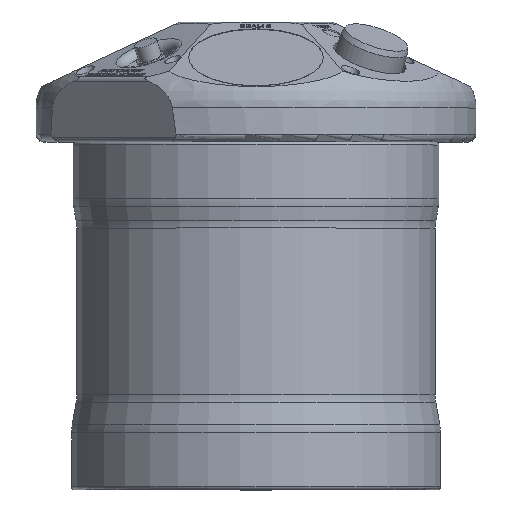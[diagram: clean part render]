
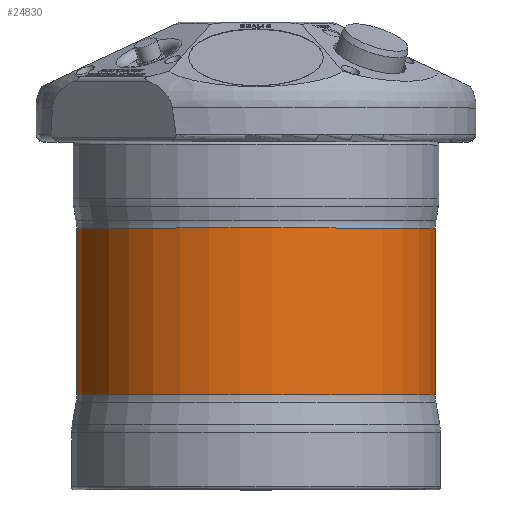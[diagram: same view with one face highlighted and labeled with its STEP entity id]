
A CAD part, top view. The second image highlights one B-rep face of the part: STEP entity #24830.
In plain terms, the highlighted cylindrical face has radius 118.5 mm (diameter 237 mm), a full revolution.
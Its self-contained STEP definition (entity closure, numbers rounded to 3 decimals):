
#4610=FACE_OUTER_BOUND('',#6062,.T.);
#6062=EDGE_LOOP('',(#23419,#23420,#23421,#23422,#23423,#23424));
#8472=LINE('',#43503,#10864);
#10864=VECTOR('',#30547,118.5);
#11022=CIRCLE('',#25963,118.5);
#11023=CIRCLE('',#25964,118.5);
#11024=CIRCLE('',#25966,118.5);
#11025=CIRCLE('',#25967,118.5);
#13288=VERTEX_POINT('',#43493);
#13289=VERTEX_POINT('',#43495);
#13290=VERTEX_POINT('',#43499);
#13291=VERTEX_POINT('',#43500);
#16671=EDGE_CURVE('',#13288,#13289,#11022,.T.);
#16672=EDGE_CURVE('',#13289,#13288,#11023,.T.);
#16673=EDGE_CURVE('',#13290,#13291,#11024,.T.);
#16674=EDGE_CURVE('',#13291,#13290,#11025,.T.);
#16675=EDGE_CURVE('',#13291,#13289,#8472,.T.);
#23419=ORIENTED_EDGE('',*,*,#16673,.F.);
#23420=ORIENTED_EDGE('',*,*,#16674,.F.);
#23421=ORIENTED_EDGE('',*,*,#16675,.T.);
#23422=ORIENTED_EDGE('',*,*,#16671,.F.);
#23423=ORIENTED_EDGE('',*,*,#16672,.F.);
#23424=ORIENTED_EDGE('',*,*,#16675,.F.);
#23549=CYLINDRICAL_SURFACE('',#25965,118.5);
#24830=ADVANCED_FACE('',(#4610),#23549,.T.);
#25963=AXIS2_PLACEMENT_3D('',#43496,#30537,#30538);
#25964=AXIS2_PLACEMENT_3D('',#43497,#30539,#30540);
#25965=AXIS2_PLACEMENT_3D('',#43498,#30541,#30542);
#25966=AXIS2_PLACEMENT_3D('',#43501,#30543,#30544);
#25967=AXIS2_PLACEMENT_3D('',#43502,#30545,#30546);
#30537=DIRECTION('center_axis',(0.,-1.,0.));
#30538=DIRECTION('ref_axis',(1.,0.,0.));
#30539=DIRECTION('center_axis',(0.,-1.,0.));
#30540=DIRECTION('ref_axis',(1.,0.,0.));
#30541=DIRECTION('center_axis',(0.,1.,0.));
#30542=DIRECTION('ref_axis',(-1.,0.,0.));
#30543=DIRECTION('center_axis',(0.,1.,0.));
#30544=DIRECTION('ref_axis',(1.,0.,0.));
#30545=DIRECTION('center_axis',(0.,1.,0.));
#30546=DIRECTION('ref_axis',(1.,0.,0.));
#30547=DIRECTION('',(0.,-1.,0.));
#43493=CARTESIAN_POINT('',(0.,56.803,-118.5));
#43495=CARTESIAN_POINT('',(118.5,56.803,0.));
#43496=CARTESIAN_POINT('Origin',(0.,56.803,0.));
#43497=CARTESIAN_POINT('Origin',(0.,56.803,0.));
#43498=CARTESIAN_POINT('Origin',(0.,111.664,0.));
#43499=CARTESIAN_POINT('',(0.,166.526,-118.5));
#43500=CARTESIAN_POINT('',(118.5,166.526,0.));
#43501=CARTESIAN_POINT('Origin',(0.,166.526,0.));
#43502=CARTESIAN_POINT('Origin',(0.,166.526,0.));
#43503=CARTESIAN_POINT('',(118.5,111.664,0.));
